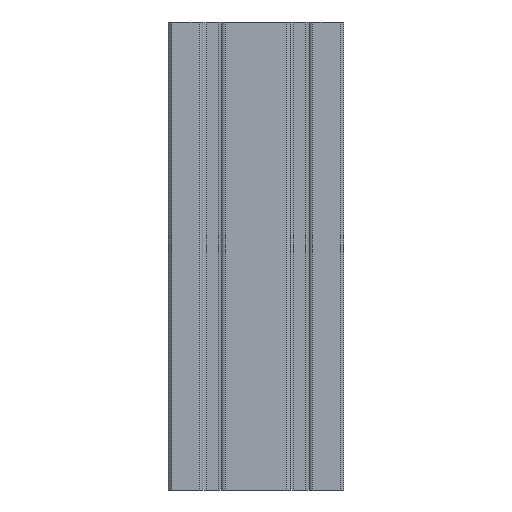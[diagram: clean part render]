
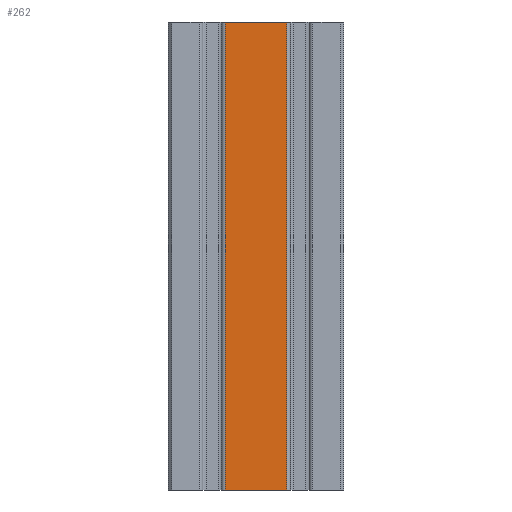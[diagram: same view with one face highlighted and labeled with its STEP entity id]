
A CAD part, front view. The second image highlights one B-rep face of the part: STEP entity #262.
In plain terms, the highlighted planar face has unit normal (0, -1, 0).
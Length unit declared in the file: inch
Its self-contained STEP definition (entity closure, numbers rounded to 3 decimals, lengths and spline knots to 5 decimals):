
#8 = CARTESIAN_POINT ( 'NONE',  ( 1.44, -0.75, 4. ) ) ;
#9 = ORIENTED_EDGE ( 'NONE', *, *, #5192, .F. ) ;
#45 = CARTESIAN_POINT ( 'NONE',  ( 0.5275, -0.75, 4. ) ) ;
#71 = EDGE_LOOP ( 'NONE', ( #2793, #2559, #9, #4826 ) ) ;
#262 = ADVANCED_FACE ( 'NONE', ( #869 ), #2985, .F. ) ;
#443 = LINE ( 'NONE', #1971, #4296 ) ;
#505 = DIRECTION ( 'NONE',  ( 1., 0., 0. ) ) ;
#548 = DIRECTION ( 'NONE',  ( 0., 1., 0. ) ) ;
#725 = VERTEX_POINT ( 'NONE', #45 ) ;
#852 = CARTESIAN_POINT ( 'NONE',  ( -0.5275, -0.75, 4. ) ) ;
#869 = FACE_OUTER_BOUND ( 'NONE', #71, .T. ) ;
#975 = DIRECTION ( 'NONE',  ( 1., 0., 0. ) ) ;
#1359 = LINE ( 'NONE', #852, #5834 ) ;
#1514 = VERTEX_POINT ( 'NONE', #2606 ) ;
#1578 = LINE ( 'NONE', #8, #1635 ) ;
#1635 = VECTOR ( 'NONE', #505, 39.37008 ) ;
#1947 = VECTOR ( 'NONE', #975, 39.37008 ) ;
#1971 = CARTESIAN_POINT ( 'NONE',  ( 0.5275, -0.75, 4. ) ) ;
#2010 = LINE ( 'NONE', #5668, #1947 ) ;
#2440 = AXIS2_PLACEMENT_3D ( 'NONE', #3132, #548, #6327 ) ;
#2559 = ORIENTED_EDGE ( 'NONE', *, *, #5982, .F. ) ;
#2606 = CARTESIAN_POINT ( 'NONE',  ( 0.5275, -0.75, -4. ) ) ;
#2793 = ORIENTED_EDGE ( 'NONE', *, *, #4298, .T. ) ;
#2970 = DIRECTION ( 'NONE',  ( 0., 0., -1. ) ) ;
#2985 = PLANE ( 'NONE',  #2440 ) ;
#3132 = CARTESIAN_POINT ( 'NONE',  ( 1.44, -0.75, 4. ) ) ;
#3557 = EDGE_CURVE ( 'NONE', #4228, #6403, #1359, .T. ) ;
#4228 = VERTEX_POINT ( 'NONE', #6222 ) ;
#4296 = VECTOR ( 'NONE', #6214, 39.37008 ) ;
#4298 = EDGE_CURVE ( 'NONE', #6403, #1514, #2010, .T. ) ;
#4826 = ORIENTED_EDGE ( 'NONE', *, *, #3557, .T. ) ;
#5192 = EDGE_CURVE ( 'NONE', #4228, #725, #1578, .T. ) ;
#5668 = CARTESIAN_POINT ( 'NONE',  ( 1.44, -0.75, -4. ) ) ;
#5834 = VECTOR ( 'NONE', #2970, 39.37008 ) ;
#5982 = EDGE_CURVE ( 'NONE', #725, #1514, #443, .T. ) ;
#6214 = DIRECTION ( 'NONE',  ( 0., 0., -1. ) ) ;
#6222 = CARTESIAN_POINT ( 'NONE',  ( -0.5275, -0.75, 4. ) ) ;
#6327 = DIRECTION ( 'NONE',  ( -1., 0., 0. ) ) ;
#6403 = VERTEX_POINT ( 'NONE', #6493 ) ;
#6493 = CARTESIAN_POINT ( 'NONE',  ( -0.5275, -0.75, -4. ) ) ;
